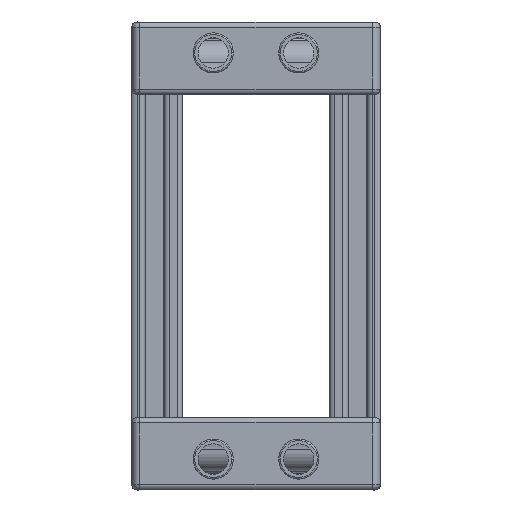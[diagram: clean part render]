
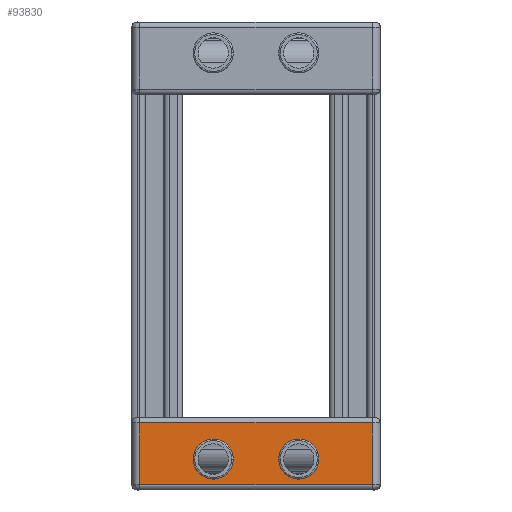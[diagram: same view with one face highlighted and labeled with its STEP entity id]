
A CAD part, left-side view. The second image highlights one B-rep face of the part: STEP entity #93830.
In plain terms, the highlighted planar face has unit normal (-1, 0, 0).
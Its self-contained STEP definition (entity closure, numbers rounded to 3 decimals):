
#284 = AXIS2_PLACEMENT_3D ( 'NONE', #66022, #119871, #109295 ) ;
#2888 = AXIS2_PLACEMENT_3D ( 'NONE', #36130, #103003, #114992 ) ;
#4420 = ORIENTED_EDGE ( 'NONE', *, *, #108758, .T. ) ;
#9931 = CARTESIAN_POINT ( 'NONE',  ( -289.867, 21.681, 208.302 ) ) ;
#9946 = AXIS2_PLACEMENT_3D ( 'NONE', #112959, #26301, #35498 ) ;
#10383 = VERTEX_POINT ( 'NONE', #53505 ) ;
#11766 = CARTESIAN_POINT ( 'NONE',  ( -289.867, 23.181, 112.255 ) ) ;
#13135 = EDGE_CURVE ( 'NONE', #106088, #31500, #132857, .T. ) ;
#17458 = EDGE_CURVE ( 'NONE', #31500, #106088, #42390, .T. ) ;
#18094 = VERTEX_POINT ( 'NONE', #70631 ) ;
#22982 = VERTEX_POINT ( 'NONE', #33346 ) ;
#24337 = ORIENTED_EDGE ( 'NONE', *, *, #138889, .F. ) ;
#26301 = DIRECTION ( 'NONE',  ( -1., 0., 0. ) ) ;
#26618 = ORIENTED_EDGE ( 'NONE', *, *, #33943, .F. ) ;
#31500 = VERTEX_POINT ( 'NONE', #61929 ) ;
#33346 = CARTESIAN_POINT ( 'NONE',  ( -289.867, 21.681, 112.255 ) ) ;
#33943 = EDGE_CURVE ( 'NONE', #10383, #22982, #135685, .T. ) ;
#35498 = DIRECTION ( 'NONE',  ( 0., 0., -1. ) ) ;
#36130 = CARTESIAN_POINT ( 'NONE',  ( -289.867, -8.069, 117.037 ) ) ;
#39382 = CARTESIAN_POINT ( 'NONE',  ( -289.867, -8.069, 113.287 ) ) ;
#39512 = EDGE_LOOP ( 'NONE', ( #4420, #40711, #26618, #77564 ) ) ;
#40711 = ORIENTED_EDGE ( 'NONE', *, *, #45068, .F. ) ;
#42390 = CIRCLE ( 'NONE', #89196, 3.75 ) ;
#44911 = CIRCLE ( 'NONE', #137411, 3.75 ) ;
#45068 = EDGE_CURVE ( 'NONE', #22982, #133148, #75477, .T. ) ;
#45614 = ORIENTED_EDGE ( 'NONE', *, *, #13135, .F. ) ;
#53505 = CARTESIAN_POINT ( 'NONE',  ( -289.867, -21.819, 112.255 ) ) ;
#55259 = FACE_BOUND ( 'NONE', #100694, .T. ) ;
#60788 = LINE ( 'NONE', #87130, #93495 ) ;
#61929 = CARTESIAN_POINT ( 'NONE',  ( -289.867, 7.931, 120.787 ) ) ;
#63083 = CARTESIAN_POINT ( 'NONE',  ( -289.867, 7.931, 117.037 ) ) ;
#66022 = CARTESIAN_POINT ( 'NONE',  ( -289.867, 7.931, 117.037 ) ) ;
#68414 = LINE ( 'NONE', #69355, #138883 ) ;
#69355 = CARTESIAN_POINT ( 'NONE',  ( -289.867, -19.497, 123.819 ) ) ;
#69578 = CARTESIAN_POINT ( 'NONE',  ( -289.867, -8.069, 120.787 ) ) ;
#70631 = CARTESIAN_POINT ( 'NONE',  ( -289.867, -21.819, 123.819 ) ) ;
#71646 = ORIENTED_EDGE ( 'NONE', *, *, #17458, .F. ) ;
#72081 = VECTOR ( 'NONE', #100804, 1000. ) ;
#75477 = LINE ( 'NONE', #9931, #90938 ) ;
#76111 = DIRECTION ( 'NONE',  ( 0., 0., -1. ) ) ;
#77119 = EDGE_LOOP ( 'NONE', ( #45614, #71646 ) ) ;
#77564 = ORIENTED_EDGE ( 'NONE', *, *, #113956, .F. ) ;
#79231 = DIRECTION ( 'NONE',  ( 0., 0., 1. ) ) ;
#80463 = DIRECTION ( 'NONE',  ( 0., 1., 0. ) ) ;
#80564 = ORIENTED_EDGE ( 'NONE', *, *, #86589, .F. ) ;
#86589 = EDGE_CURVE ( 'NONE', #136727, #90351, #44911, .T. ) ;
#87076 = CIRCLE ( 'NONE', #2888, 3.75 ) ;
#87130 = CARTESIAN_POINT ( 'NONE',  ( -289.867, -21.819, 208.302 ) ) ;
#89196 = AXIS2_PLACEMENT_3D ( 'NONE', #63083, #119362, #98217 ) ;
#90351 = VERTEX_POINT ( 'NONE', #39382 ) ;
#90938 = VECTOR ( 'NONE', #79231, 1000. ) ;
#93495 = VECTOR ( 'NONE', #76111, 1000. ) ;
#93830 = ADVANCED_FACE ( 'NONE', ( #131030, #105225, #55259 ), #135481, .T. ) ;
#93956 = CARTESIAN_POINT ( 'NONE',  ( -289.867, 7.931, 113.287 ) ) ;
#98217 = DIRECTION ( 'NONE',  ( 0., 0., -1. ) ) ;
#100694 = EDGE_LOOP ( 'NONE', ( #24337, #80564 ) ) ;
#100804 = DIRECTION ( 'NONE',  ( 0., 1., 0. ) ) ;
#103003 = DIRECTION ( 'NONE',  ( -1., 0., 0. ) ) ;
#103688 = CARTESIAN_POINT ( 'NONE',  ( -289.867, -8.069, 117.037 ) ) ;
#105225 = FACE_BOUND ( 'NONE', #77119, .T. ) ;
#106088 = VERTEX_POINT ( 'NONE', #93956 ) ;
#108758 = EDGE_CURVE ( 'NONE', #18094, #133148, #68414, .T. ) ;
#109295 = DIRECTION ( 'NONE',  ( 0., 0., -1. ) ) ;
#112349 = CARTESIAN_POINT ( 'NONE',  ( -289.867, 21.681, 123.819 ) ) ;
#112959 = CARTESIAN_POINT ( 'NONE',  ( -289.867, 23.181, 208.302 ) ) ;
#113956 = EDGE_CURVE ( 'NONE', #18094, #10383, #60788, .T. ) ;
#114737 = DIRECTION ( 'NONE',  ( -1., 0., 0. ) ) ;
#114992 = DIRECTION ( 'NONE',  ( 0., 0., -1. ) ) ;
#119362 = DIRECTION ( 'NONE',  ( -1., 0., 0. ) ) ;
#119871 = DIRECTION ( 'NONE',  ( -1., 0., 0. ) ) ;
#131030 = FACE_OUTER_BOUND ( 'NONE', #39512, .T. ) ;
#132857 = CIRCLE ( 'NONE', #284, 3.75 ) ;
#133148 = VERTEX_POINT ( 'NONE', #112349 ) ;
#135481 = PLANE ( 'NONE',  #9946 ) ;
#135685 = LINE ( 'NONE', #11766, #72081 ) ;
#136727 = VERTEX_POINT ( 'NONE', #69578 ) ;
#136835 = DIRECTION ( 'NONE',  ( 0., 0., -1. ) ) ;
#137411 = AXIS2_PLACEMENT_3D ( 'NONE', #103688, #114737, #136835 ) ;
#138883 = VECTOR ( 'NONE', #80463, 1000. ) ;
#138889 = EDGE_CURVE ( 'NONE', #90351, #136727, #87076, .T. ) ;
